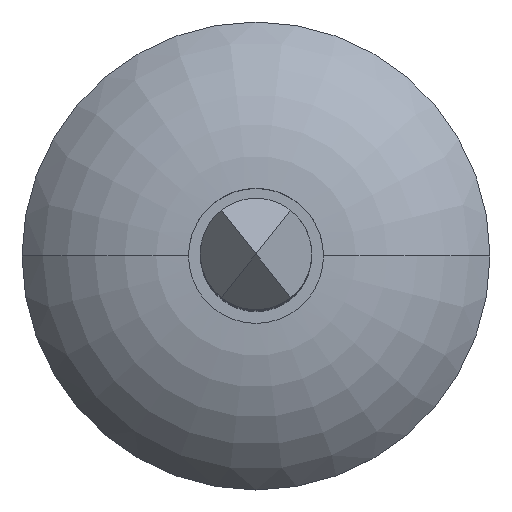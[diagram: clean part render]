
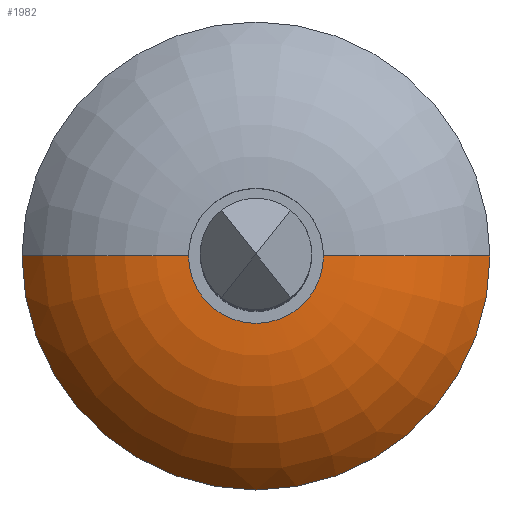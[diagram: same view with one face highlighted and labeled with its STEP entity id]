
A CAD part, top view. The second image highlights one B-rep face of the part: STEP entity #1982.
In plain terms, the highlighted toroidal (fillet/blend) face has major radius 1.445 mm and minor radius 4.343 mm.
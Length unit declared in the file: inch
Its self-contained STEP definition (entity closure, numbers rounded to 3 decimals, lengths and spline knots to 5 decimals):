
#69 = CARTESIAN_POINT ( 'NONE',  ( 0.197, 0., 0.007 ) ) ;
#115 = CIRCLE ( 'NONE', #2592, 0.197 ) ;
#381 = EDGE_LOOP ( 'NONE', ( #1778, #4009, #2894, #1370 ) ) ;
#493 = DIRECTION ( 'NONE',  ( 1., 0., 0. ) ) ;
#581 = VERTEX_POINT ( 'NONE', #1723 ) ;
#589 = EDGE_CURVE ( 'NONE', #581, #3694, #2008, .T. ) ;
#639 = DIRECTION ( 'NONE',  ( 0., -1., 0. ) ) ;
#778 = DIRECTION ( 'NONE',  ( 1., 0., 0. ) ) ;
#941 = CIRCLE ( 'NONE', #1569, 0.17099 ) ;
#1046 = DIRECTION ( 'NONE',  ( 0., 0., 1. ) ) ;
#1121 = CARTESIAN_POINT ( 'NONE',  ( -0.197, 0., 0.007 ) ) ;
#1151 = CIRCLE ( 'NONE', #2671, 0.17099 ) ;
#1278 = CARTESIAN_POINT ( 'NONE',  ( 0.05688, 0., -0.09099 ) ) ;
#1345 = TOROIDAL_SURFACE ( 'NONE', #3294, 0.05688, 0.17099 ) ;
#1370 = ORIENTED_EDGE ( 'NONE', *, *, #589, .F. ) ;
#1465 = EDGE_CURVE ( 'NONE', #3555, #3694, #941, .T. ) ;
#1472 = CARTESIAN_POINT ( 'NONE',  ( -0.05688, 0., -0.09099 ) ) ;
#1569 = AXIS2_PLACEMENT_3D ( 'NONE', #1278, #639, #3215 ) ;
#1723 = CARTESIAN_POINT ( 'NONE',  ( -0.05688, 0., 0.08 ) ) ;
#1778 = ORIENTED_EDGE ( 'NONE', *, *, #3830, .F. ) ;
#1982 = ADVANCED_FACE ( 'NONE', ( #2192 ), #1345, .T. ) ;
#2008 = CIRCLE ( 'NONE', #2917, 0.05688 ) ;
#2065 = CARTESIAN_POINT ( 'NONE',  ( 0., 0., 0.007 ) ) ;
#2132 = DIRECTION ( 'NONE',  ( 0., 1., 0. ) ) ;
#2192 = FACE_OUTER_BOUND ( 'NONE', #381, .T. ) ;
#2353 = CARTESIAN_POINT ( 'NONE',  ( 0., 0., -0.09099 ) ) ;
#2377 = CARTESIAN_POINT ( 'NONE',  ( 0.05688, 0., 0.08 ) ) ;
#2378 = DIRECTION ( 'NONE',  ( 0., 0., 1. ) ) ;
#2414 = DIRECTION ( 'NONE',  ( -1., 0., 0. ) ) ;
#2592 = AXIS2_PLACEMENT_3D ( 'NONE', #2065, #1046, #778 ) ;
#2671 = AXIS2_PLACEMENT_3D ( 'NONE', #1472, #2132, #2414 ) ;
#2750 = DIRECTION ( 'NONE',  ( 0., 0., 1. ) ) ;
#2803 = VERTEX_POINT ( 'NONE', #1121 ) ;
#2894 = ORIENTED_EDGE ( 'NONE', *, *, #1465, .T. ) ;
#2917 = AXIS2_PLACEMENT_3D ( 'NONE', #3003, #2378, #493 ) ;
#3003 = CARTESIAN_POINT ( 'NONE',  ( 0., 0., 0.08 ) ) ;
#3215 = DIRECTION ( 'NONE',  ( 0., 0., -1. ) ) ;
#3294 = AXIS2_PLACEMENT_3D ( 'NONE', #2353, #2750, #3715 ) ;
#3555 = VERTEX_POINT ( 'NONE', #69 ) ;
#3670 = EDGE_CURVE ( 'NONE', #2803, #3555, #115, .T. ) ;
#3694 = VERTEX_POINT ( 'NONE', #2377 ) ;
#3715 = DIRECTION ( 'NONE',  ( 1., 0., 0. ) ) ;
#3830 = EDGE_CURVE ( 'NONE', #2803, #581, #1151, .T. ) ;
#4009 = ORIENTED_EDGE ( 'NONE', *, *, #3670, .T. ) ;
